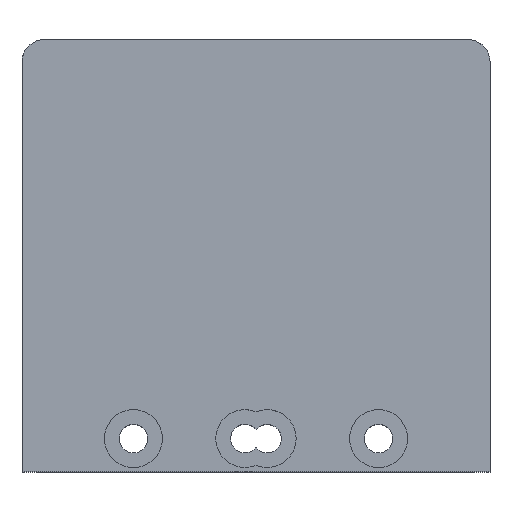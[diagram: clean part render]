
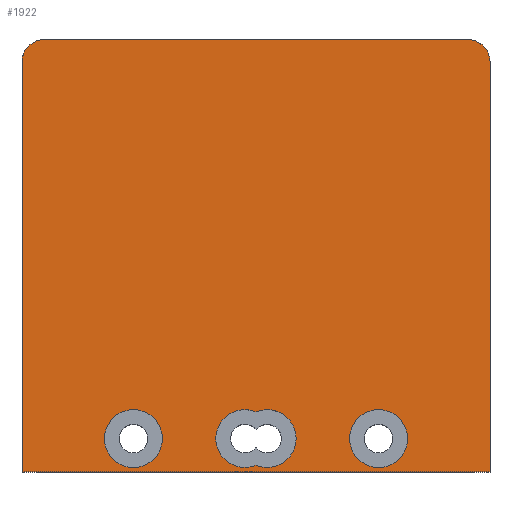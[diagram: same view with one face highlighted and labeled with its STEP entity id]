
A CAD part, top view. The second image highlights one B-rep face of the part: STEP entity #1922.
In plain terms, the highlighted planar face has unit normal (0, 0, 1).
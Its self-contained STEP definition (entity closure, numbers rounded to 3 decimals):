
#22 = DIRECTION ( 'NONE',  ( -1., 0., 0. ) ) ;
#23 = EDGE_CURVE ( 'NONE', #2113, #2080, #215, .T. ) ;
#43 = CIRCLE ( 'NONE', #2278, 5. ) ;
#79 = CIRCLE ( 'NONE', #2024, 6.5 ) ;
#90 = AXIS2_PLACEMENT_3D ( 'NONE', #2563, #2580, #1396 ) ;
#96 = VERTEX_POINT ( 'NONE', #2003 ) ;
#102 = DIRECTION ( 'NONE',  ( -1., 0., 0. ) ) ;
#114 = PLANE ( 'NONE',  #2099 ) ;
#142 = ORIENTED_EDGE ( 'NONE', *, *, #507, .F. ) ;
#167 = EDGE_CURVE ( 'NONE', #2307, #1261, #1218, .T. ) ;
#180 = VERTEX_POINT ( 'NONE', #638 ) ;
#187 = AXIS2_PLACEMENT_3D ( 'NONE', #2896, #1521, #2449 ) ;
#197 = CIRCLE ( 'NONE', #1285, 6.5 ) ;
#215 = CIRCLE ( 'NONE', #187, 6.5 ) ;
#283 = EDGE_LOOP ( 'NONE', ( #1509, #2564 ) ) ;
#375 = LINE ( 'NONE', #2141, #1195 ) ;
#420 = DIRECTION ( 'NONE',  ( 1., 0., 0. ) ) ;
#440 = EDGE_CURVE ( 'NONE', #636, #180, #1819, .T. ) ;
#480 = ORIENTED_EDGE ( 'NONE', *, *, #1664, .F. ) ;
#507 = EDGE_CURVE ( 'NONE', #2514, #1153, #375, .T. ) ;
#545 = DIRECTION ( 'NONE',  ( -1., 0., 0. ) ) ;
#636 = VERTEX_POINT ( 'NONE', #2001 ) ;
#638 = CARTESIAN_POINT ( 'NONE',  ( 52.5, 0., 22.5 ) ) ;
#689 = DIRECTION ( 'NONE',  ( 0., 0., 1. ) ) ;
#705 = EDGE_CURVE ( 'NONE', #96, #2529, #2504, .T. ) ;
#711 = EDGE_LOOP ( 'NONE', ( #1944, #2159, #480 ) ) ;
#715 = CIRCLE ( 'NONE', #885, 6.5 ) ;
#767 = EDGE_CURVE ( 'NONE', #2358, #990, #79, .T. ) ;
#797 = ORIENTED_EDGE ( 'NONE', *, *, #2585, .F. ) ;
#848 = AXIS2_PLACEMENT_3D ( 'NONE', #2257, #2028, #1618 ) ;
#869 = DIRECTION ( 'NONE',  ( 0., 0., 1. ) ) ;
#885 = AXIS2_PLACEMENT_3D ( 'NONE', #1352, #869, #2238 ) ;
#897 = ORIENTED_EDGE ( 'NONE', *, *, #440, .F. ) ;
#951 = LINE ( 'NONE', #967, #2107 ) ;
#952 = CARTESIAN_POINT ( 'NONE',  ( -34., 7.5, 22.5 ) ) ;
#967 = CARTESIAN_POINT ( 'NONE',  ( 0., 0., 22.5 ) ) ;
#989 = DIRECTION ( 'NONE',  ( 0., 0., -1. ) ) ;
#990 = VERTEX_POINT ( 'NONE', #2195 ) ;
#1033 = DIRECTION ( 'NONE',  ( 0., 0., 1. ) ) ;
#1046 = DIRECTION ( 'NONE',  ( -1., 0., 0. ) ) ;
#1067 = DIRECTION ( 'NONE',  ( -1., 0., 0. ) ) ;
#1083 = EDGE_CURVE ( 'NONE', #990, #1883, #715, .T. ) ;
#1133 = EDGE_LOOP ( 'NONE', ( #1187, #1181 ) ) ;
#1143 = VECTOR ( 'NONE', #420, 1000. ) ;
#1153 = VERTEX_POINT ( 'NONE', #2473 ) ;
#1167 = AXIS2_PLACEMENT_3D ( 'NONE', #2403, #1033, #102 ) ;
#1181 = ORIENTED_EDGE ( 'NONE', *, *, #705, .F. ) ;
#1187 = ORIENTED_EDGE ( 'NONE', *, *, #1827, .F. ) ;
#1195 = VECTOR ( 'NONE', #1706, 1000. ) ;
#1204 = CARTESIAN_POINT ( 'NONE',  ( 52.5, 0., 22.5 ) ) ;
#1218 = LINE ( 'NONE', #2489, #1143 ) ;
#1241 = CARTESIAN_POINT ( 'NONE',  ( -47.5, 92., 22.5 ) ) ;
#1253 = CARTESIAN_POINT ( 'NONE',  ( 21., 7.5, 22.5 ) ) ;
#1255 = CARTESIAN_POINT ( 'NONE',  ( 47.5, 92., 22.5 ) ) ;
#1261 = VERTEX_POINT ( 'NONE', #2297 ) ;
#1267 = AXIS2_PLACEMENT_3D ( 'NONE', #1255, #2382, #545 ) ;
#1285 = AXIS2_PLACEMENT_3D ( 'NONE', #1519, #1288, #1046 ) ;
#1288 = DIRECTION ( 'NONE',  ( 0., 0., 1. ) ) ;
#1352 = CARTESIAN_POINT ( 'NONE',  ( 2.5, 7.5, 22.5 ) ) ;
#1396 = DIRECTION ( 'NONE',  ( 1., 0., 0. ) ) ;
#1437 = FACE_OUTER_BOUND ( 'NONE', #2914, .T. ) ;
#1455 = ORIENTED_EDGE ( 'NONE', *, *, #1736, .F. ) ;
#1495 = CARTESIAN_POINT ( 'NONE',  ( 0., 13.5, 22.5 ) ) ;
#1509 = ORIENTED_EDGE ( 'NONE', *, *, #23, .F. ) ;
#1519 = CARTESIAN_POINT ( 'NONE',  ( 27.5, 7.5, 22.5 ) ) ;
#1521 = DIRECTION ( 'NONE',  ( 0., 0., 1. ) ) ;
#1569 = CARTESIAN_POINT ( 'NONE',  ( -52.5, 0., 22.5 ) ) ;
#1601 = CIRCLE ( 'NONE', #90, 6.5 ) ;
#1618 = DIRECTION ( 'NONE',  ( -1., 0., 0. ) ) ;
#1660 = ORIENTED_EDGE ( 'NONE', *, *, #167, .F. ) ;
#1664 = EDGE_CURVE ( 'NONE', #1883, #2358, #1601, .T. ) ;
#1706 = DIRECTION ( 'NONE',  ( 0., 1., 0. ) ) ;
#1713 = CIRCLE ( 'NONE', #1267, 5. ) ;
#1736 = EDGE_CURVE ( 'NONE', #1153, #2307, #43, .T. ) ;
#1759 = CARTESIAN_POINT ( 'NONE',  ( 0., 0., 22.5 ) ) ;
#1819 = LINE ( 'NONE', #1204, #2287 ) ;
#1827 = EDGE_CURVE ( 'NONE', #2529, #96, #1899, .T. ) ;
#1875 = EDGE_CURVE ( 'NONE', #2080, #2113, #197, .T. ) ;
#1883 = VERTEX_POINT ( 'NONE', #2177 ) ;
#1899 = CIRCLE ( 'NONE', #1167, 6.5 ) ;
#1905 = DIRECTION ( 'NONE',  ( -1., 0., 0. ) ) ;
#1922 = ADVANCED_FACE ( 'NONE', ( #2510, #2765, #2588, #1437 ), #114, .F. ) ;
#1944 = ORIENTED_EDGE ( 'NONE', *, *, #1083, .F. ) ;
#1990 = DIRECTION ( 'NONE',  ( 0., 0., -1. ) ) ;
#2001 = CARTESIAN_POINT ( 'NONE',  ( 52.5, 92., 22.5 ) ) ;
#2003 = CARTESIAN_POINT ( 'NONE',  ( -21., 7.5, 22.5 ) ) ;
#2024 = AXIS2_PLACEMENT_3D ( 'NONE', #2977, #689, #2057 ) ;
#2028 = DIRECTION ( 'NONE',  ( 0., 0., 1. ) ) ;
#2057 = DIRECTION ( 'NONE',  ( 1., 0., 0. ) ) ;
#2069 = ORIENTED_EDGE ( 'NONE', *, *, #2641, .F. ) ;
#2080 = VERTEX_POINT ( 'NONE', #2397 ) ;
#2099 = AXIS2_PLACEMENT_3D ( 'NONE', #1759, #1990, #1067 ) ;
#2102 = CARTESIAN_POINT ( 'NONE',  ( -47.5, 97., 22.5 ) ) ;
#2107 = VECTOR ( 'NONE', #22, 1000. ) ;
#2113 = VERTEX_POINT ( 'NONE', #1253 ) ;
#2141 = CARTESIAN_POINT ( 'NONE',  ( -52.5, 0., 22.5 ) ) ;
#2159 = ORIENTED_EDGE ( 'NONE', *, *, #767, .F. ) ;
#2177 = CARTESIAN_POINT ( 'NONE',  ( 9., 7.5, 22.5 ) ) ;
#2195 = CARTESIAN_POINT ( 'NONE',  ( 0., 1.5, 22.5 ) ) ;
#2238 = DIRECTION ( 'NONE',  ( 1., 0., 0. ) ) ;
#2257 = CARTESIAN_POINT ( 'NONE',  ( -27.5, 7.5, 22.5 ) ) ;
#2278 = AXIS2_PLACEMENT_3D ( 'NONE', #1241, #989, #1905 ) ;
#2287 = VECTOR ( 'NONE', #2587, 1000. ) ;
#2297 = CARTESIAN_POINT ( 'NONE',  ( 47.5, 97., 22.5 ) ) ;
#2307 = VERTEX_POINT ( 'NONE', #2102 ) ;
#2358 = VERTEX_POINT ( 'NONE', #1495 ) ;
#2382 = DIRECTION ( 'NONE',  ( 0., 0., -1. ) ) ;
#2397 = CARTESIAN_POINT ( 'NONE',  ( 34., 7.5, 22.5 ) ) ;
#2403 = CARTESIAN_POINT ( 'NONE',  ( -27.5, 7.5, 22.5 ) ) ;
#2449 = DIRECTION ( 'NONE',  ( -1., 0., 0. ) ) ;
#2473 = CARTESIAN_POINT ( 'NONE',  ( -52.5, 92., 22.5 ) ) ;
#2489 = CARTESIAN_POINT ( 'NONE',  ( 0., 97., 22.5 ) ) ;
#2504 = CIRCLE ( 'NONE', #848, 6.5 ) ;
#2510 = FACE_BOUND ( 'NONE', #283, .T. ) ;
#2514 = VERTEX_POINT ( 'NONE', #1569 ) ;
#2529 = VERTEX_POINT ( 'NONE', #952 ) ;
#2563 = CARTESIAN_POINT ( 'NONE',  ( 2.5, 7.5, 22.5 ) ) ;
#2564 = ORIENTED_EDGE ( 'NONE', *, *, #1875, .F. ) ;
#2580 = DIRECTION ( 'NONE',  ( 0., 0., 1. ) ) ;
#2585 = EDGE_CURVE ( 'NONE', #180, #2514, #951, .T. ) ;
#2587 = DIRECTION ( 'NONE',  ( 0., -1., 0. ) ) ;
#2588 = FACE_BOUND ( 'NONE', #711, .T. ) ;
#2641 = EDGE_CURVE ( 'NONE', #1261, #636, #1713, .T. ) ;
#2765 = FACE_BOUND ( 'NONE', #1133, .T. ) ;
#2896 = CARTESIAN_POINT ( 'NONE',  ( 27.5, 7.5, 22.5 ) ) ;
#2914 = EDGE_LOOP ( 'NONE', ( #797, #897, #2069, #1660, #1455, #142 ) ) ;
#2977 = CARTESIAN_POINT ( 'NONE',  ( -2.5, 7.5, 22.5 ) ) ;
